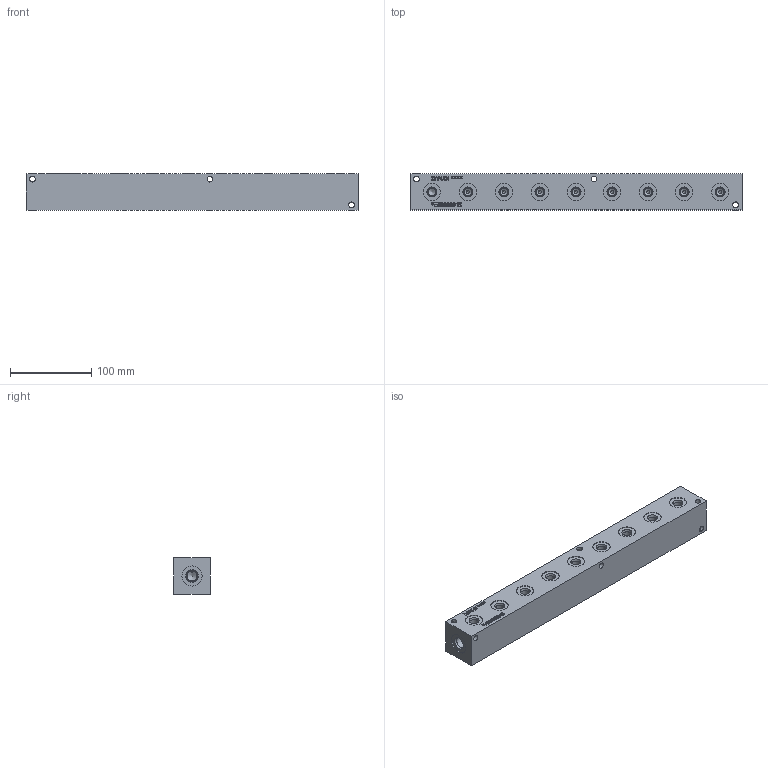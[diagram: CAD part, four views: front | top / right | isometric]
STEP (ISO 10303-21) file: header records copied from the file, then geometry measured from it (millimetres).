
FILE_DESCRIPTION(/* description */ (''),/* implementation_level */ '2;1');
FILE_NAME(/* name */ '_H0000904S.stp',/* time_stamp */ '2020-08-18T08:19:43-04:00',/* author */ ('alexanderw'),/* organization */ (''),/* preprocessor_version */ 'ST-DEVELOPER v17',/* originating_system */ 'Autodesk Inventor 2019',/* authorisation */ '');
FILE_SCHEMA (('AUTOMOTIVE_DESIGN { 1 0 10303 214 3 1 1 }'));
Length unit declared in the file: millimetre
Products named in the file (1): Part_+H0000904S_3D
Bounding box: 409.57 x 44.45 x 44.45 mm (x, y, z)
Volume: 774901.7 mm3; surface area: 89854.2 mm2
Topology: 1 solids, 1 shells, 441 faces, 1181 edges, 788 vertices
Faces by surface type: plane 230, bspline 103, cylinder 64, cone 44
Full cylindrical faces by diameter (mm): 7.137 x10, 9.525 x9, 9.881 x9, 11.125 x9, 12.294 x2, 12.395 x8, 12.9 x1, 12.903 x1, 14.275 x2, 14.529 x2, 21.285 x9, 25.019 x2
Entity records: 14710 total; most frequent: CARTESIAN_POINT 3829, ORIENTED_EDGE 2340, DIRECTION 1859, EDGE_CURVE 1170, VERTEX_POINT 788, LINE 743, VECTOR 743, AXIS2_PLACEMENT_3D 558
